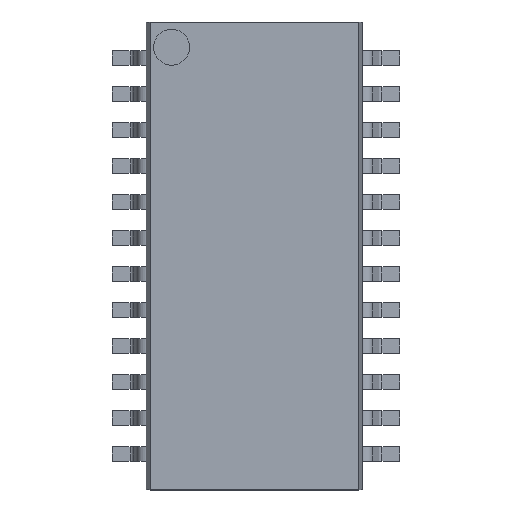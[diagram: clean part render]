
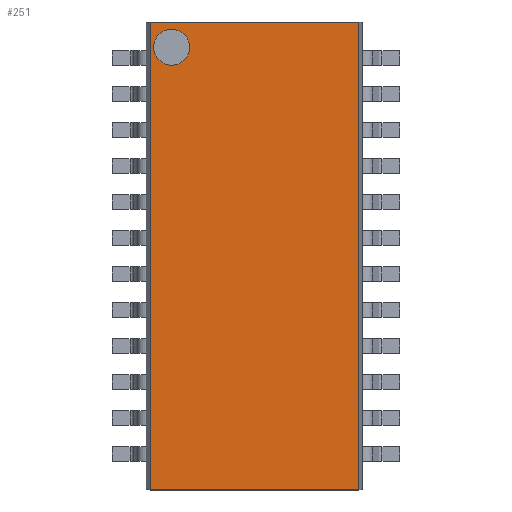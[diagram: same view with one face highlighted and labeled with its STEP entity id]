
A CAD part, top view. The second image highlights one B-rep face of the part: STEP entity #251.
In plain terms, the highlighted planar face has unit normal (0, 0, 1).
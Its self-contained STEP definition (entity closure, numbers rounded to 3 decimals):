
#126 = VERTEX_POINT('',#127);
#127 = CARTESIAN_POINT('',(-2.9,6.5,1.6));
#133 = EDGE_CURVE('',#126,#134,#136,.T.);
#134 = VERTEX_POINT('',#135);
#135 = CARTESIAN_POINT('',(2.9,6.5,1.6));
#136 = LINE('',#137,#138);
#137 = CARTESIAN_POINT('',(-2.9,6.5,1.6));
#138 = VECTOR('',#139,1.);
#139 = DIRECTION('',(1.,0.,0.));
#175 = VERTEX_POINT('',#176);
#176 = CARTESIAN_POINT('',(-2.9,-6.5,1.6));
#182 = EDGE_CURVE('',#175,#183,#185,.T.);
#183 = VERTEX_POINT('',#184);
#184 = CARTESIAN_POINT('',(2.9,-6.5,1.6));
#185 = LINE('',#186,#187);
#186 = CARTESIAN_POINT('',(-2.9,-6.5,1.6));
#187 = VECTOR('',#188,1.);
#188 = DIRECTION('',(1.,0.,0.));
#240 = EDGE_CURVE('',#126,#175,#241,.T.);
#241 = LINE('',#242,#243);
#242 = CARTESIAN_POINT('',(-2.9,6.5,1.6));
#243 = VECTOR('',#244,1.);
#244 = DIRECTION('',(0.,-1.,0.));
#251 = ADVANCED_FACE('',(#252,#263),#274,.T.);
#252 = FACE_BOUND('',#253,.T.);
#253 = EDGE_LOOP('',(#254,#255,#256,#262));
#254 = ORIENTED_EDGE('',*,*,#240,.T.);
#255 = ORIENTED_EDGE('',*,*,#182,.T.);
#256 = ORIENTED_EDGE('',*,*,#257,.F.);
#257 = EDGE_CURVE('',#134,#183,#258,.T.);
#258 = LINE('',#259,#260);
#259 = CARTESIAN_POINT('',(2.9,6.5,1.6));
#260 = VECTOR('',#261,1.);
#261 = DIRECTION('',(0.,-1.,0.));
#262 = ORIENTED_EDGE('',*,*,#133,.F.);
#263 = FACE_BOUND('',#264,.T.);
#264 = EDGE_LOOP('',(#265));
#265 = ORIENTED_EDGE('',*,*,#266,.F.);
#266 = EDGE_CURVE('',#267,#267,#269,.T.);
#267 = VERTEX_POINT('',#268);
#268 = CARTESIAN_POINT('',(-2.8,5.8,1.6));
#269 = CIRCLE('',#270,0.5);
#270 = AXIS2_PLACEMENT_3D('',#271,#272,#273);
#271 = CARTESIAN_POINT('',(-2.3,5.8,1.6));
#272 = DIRECTION('',(0.,0.,1.));
#273 = DIRECTION('',(-1.,0.,0.));
#274 = PLANE('',#275);
#275 = AXIS2_PLACEMENT_3D('',#276,#277,#278);
#276 = CARTESIAN_POINT('',(-2.9,6.5,1.6));
#277 = DIRECTION('',(0.,0.,1.));
#278 = DIRECTION('',(1.,0.,0.));
